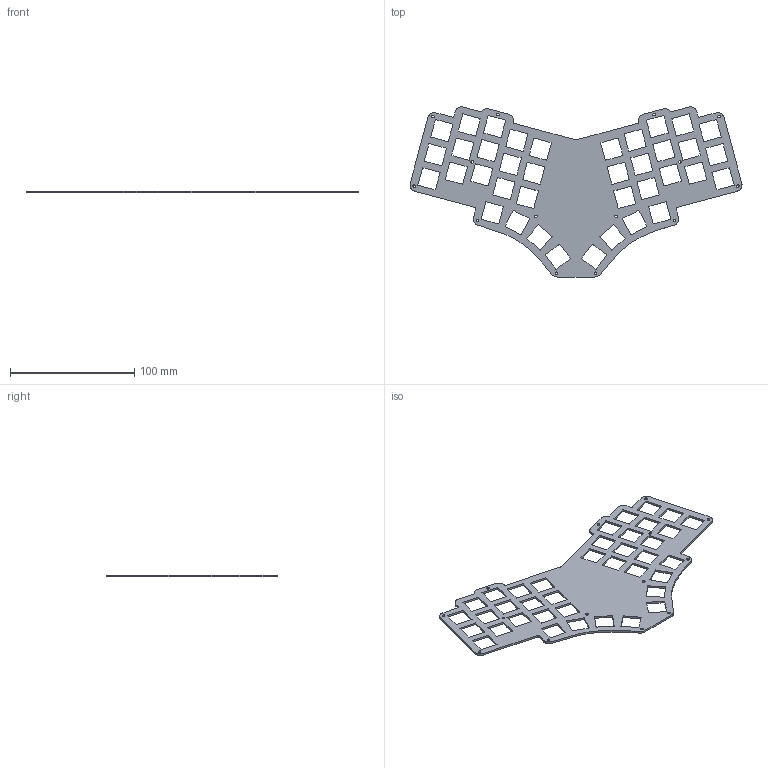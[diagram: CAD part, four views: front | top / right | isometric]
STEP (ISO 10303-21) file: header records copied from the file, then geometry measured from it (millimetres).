
FILE_DESCRIPTION(/* description */ (''),/* implementation_level */ '2;1');
FILE_NAME(/* name */ 'switch-plate.step',/* time_stamp */ '2021-07-29T16:47:18-07:00',/* author */ (''),/* organization */ (''),/* preprocessor_version */ 'ST-DEVELOPER v18.1',/* originating_system */ 'Autodesk Translation Framework v10.9.0.1377',/* authorisation */ '');
FILE_SCHEMA (('AUTOMOTIVE_DESIGN { 1 0 10303 214 3 1 1 }'));
Length unit declared in the file: millimetre
Products named in the file (1): deleteme-pteron38-switchplate
Bounding box: 266.77 x 136.7 x 1.6 mm (x, y, z)
Volume: 23508.9 mm3; surface area: 34205.1 mm2
Topology: 1 solids, 1 shells, 406 faces, 1212 edges, 808 vertices
Faces by surface type: bspline 234, plane 172
Entity records: 14299 total; most frequent: CARTESIAN_POINT 5469, ORIENTED_EDGE 2424, EDGE_CURVE 1212, DIRECTION 1090, VERTEX_POINT 808, LINE 744, VECTOR 744, EDGE_LOOP 510
